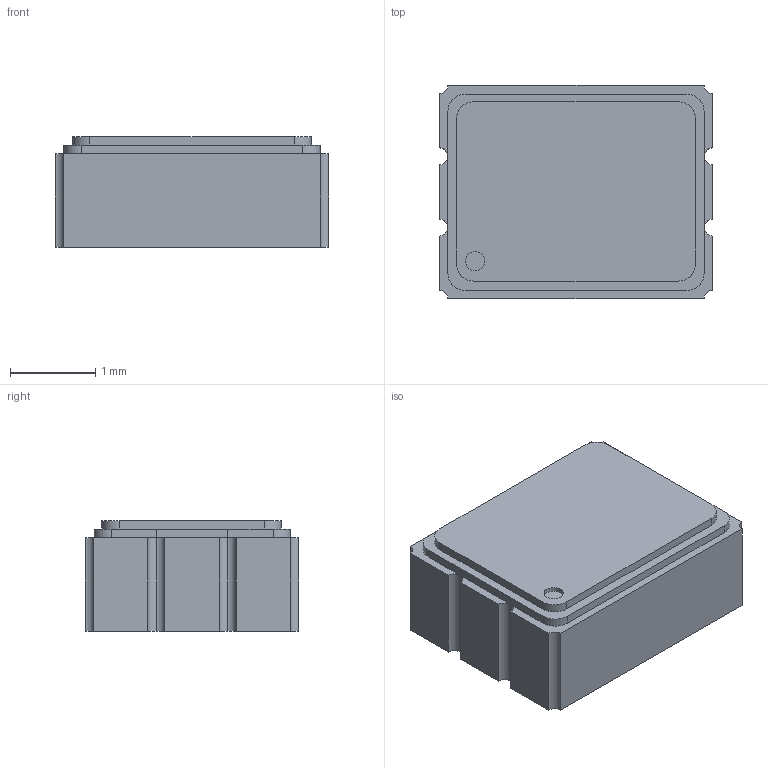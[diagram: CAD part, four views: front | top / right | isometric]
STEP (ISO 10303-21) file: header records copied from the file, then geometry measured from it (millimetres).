
FILE_DESCRIPTION(('FreeCAD Model'),'2;1');
FILE_NAME('Open CASCADE Shape Model','2024-12-03T21:27:04',(''),(''), 'Open CASCADE STEP processor 7.6','FreeCAD','Unknown');
FILE_SCHEMA(('AUTOMOTIVE_DESIGN { 1 0 10303 214 1 1 1 1 }'));
Length unit declared in the file: millimetre
Products named in the file (1): Body
Bounding box: 3.2 x 2.5 x 1.3 mm (x, y, z)
Volume: 10 mm3; surface area: 30.7 mm2
Topology: 1 solids, 1 shells, 48 faces, 122 edges, 78 vertices
Faces by surface type: plane 28, cylinder 20
Full cylindrical faces by diameter (mm): 0.226 x1
Entity records: 3134 total; most frequent: CARTESIAN_POINT 649, DIRECTION 480, LINE 282, VECTOR 282, ORIENTED_EDGE 244, PCURVE 244, DEFINITIONAL_REPRESENTATION 244, EDGE_CURVE 122
